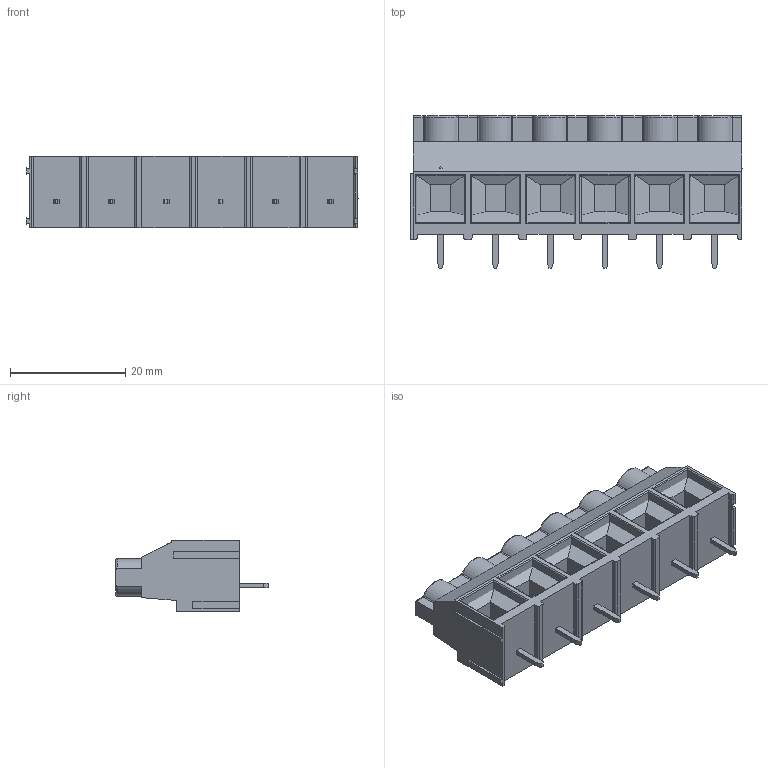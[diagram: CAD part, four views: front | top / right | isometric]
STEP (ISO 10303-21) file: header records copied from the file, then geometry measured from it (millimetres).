
FILE_DESCRIPTION (( 'STEP AP214' ), '1' );
FILE_NAME ('DG636-9.52-06P-14-00AH.STEP', '2021-01-16T22:22:37', ( '' ), ( '' ), 'SwSTEP 2.0', 'SolidWorks 2020', '' );
FILE_SCHEMA (( 'AUTOMOTIVE_DESIGN' ));
Length unit declared in the file: millimetre
Products named in the file (1): DG636-9.52-06P-14-00AH
Bounding box: 57.67 x 26.5 x 12.5 mm (x, y, z)
Volume: 9411.4 mm3; surface area: 6331.8 mm2
Topology: 1 solids, 1 shells, 733 faces, 1962 edges, 1284 vertices
Faces by surface type: plane 362, bspline 211, cylinder 100, torus 60
Entity records: 37862 total; most frequent: CARTESIAN_POINT 16011, ORIENTED_EDGE 3924, DIRECTION 2816, EDGE_CURVE 1962, VERTEX_POINT 1284, LINE 1158, VECTOR 1158, AXIS2_PLACEMENT_3D 829
